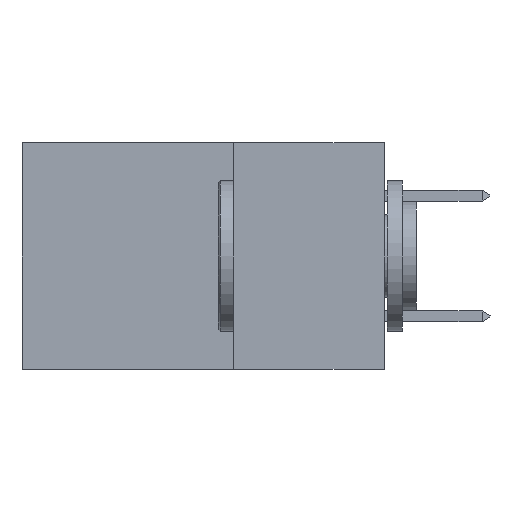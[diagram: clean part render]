
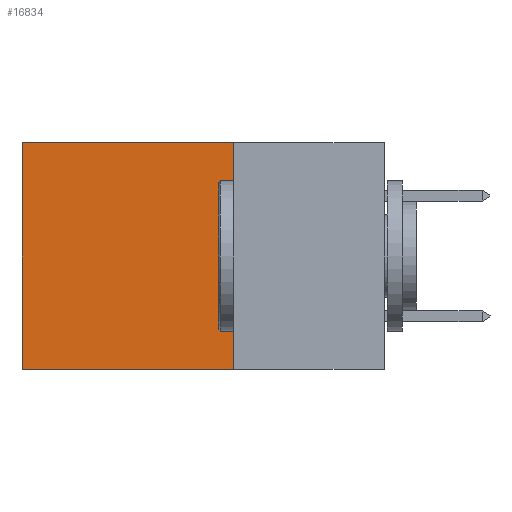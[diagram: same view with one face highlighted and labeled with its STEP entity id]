
A CAD part, left-side view. The second image highlights one B-rep face of the part: STEP entity #16834.
In plain terms, the highlighted planar face has unit normal (-1, 0, 0).
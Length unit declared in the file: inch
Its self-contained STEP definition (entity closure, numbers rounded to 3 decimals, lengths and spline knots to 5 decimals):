
#171 = CARTESIAN_POINT ( 'NONE',  ( 0.2875, 0.25, -0.375 ) ) ;
#241 = DIRECTION ( 'NONE',  ( 1., 0., 0. ) ) ;
#416 = LINE ( 'NONE', #6310, #2549 ) ;
#1753 = PLANE ( 'NONE',  #15832 ) ;
#2549 = VECTOR ( 'NONE', #12299, 39.37008 ) ;
#2581 = DIRECTION ( 'NONE',  ( 0., 0., -1. ) ) ;
#2738 = CARTESIAN_POINT ( 'NONE',  ( 0.2875, 0.6, -0.375 ) ) ;
#4062 = VECTOR ( 'NONE', #18247, 39.37008 ) ;
#4396 = VECTOR ( 'NONE', #2581, 39.37008 ) ;
#4584 = ORIENTED_EDGE ( 'NONE', *, *, #13872, .F. ) ;
#4628 = VECTOR ( 'NONE', #13101, 39.37008 ) ;
#4797 = CARTESIAN_POINT ( 'NONE',  ( 0.2875, 0.25, -0.375 ) ) ;
#5138 = EDGE_CURVE ( 'NONE', #17258, #11793, #416, .T. ) ;
#5612 = LINE ( 'NONE', #16018, #4396 ) ;
#6050 = EDGE_CURVE ( 'NONE', #11793, #10091, #9156, .T. ) ;
#6221 = ORIENTED_EDGE ( 'NONE', *, *, #6050, .T. ) ;
#6310 = CARTESIAN_POINT ( 'NONE',  ( 0.2875, 0.25, 0. ) ) ;
#9102 = EDGE_LOOP ( 'NONE', ( #6221, #4584, #18756, #10003 ) ) ;
#9156 = LINE ( 'NONE', #17455, #4628 ) ;
#9544 = CARTESIAN_POINT ( 'NONE',  ( 0.2875, 0.25, 0. ) ) ;
#10003 = ORIENTED_EDGE ( 'NONE', *, *, #5138, .T. ) ;
#10091 = VERTEX_POINT ( 'NONE', #2738 ) ;
#10928 = LINE ( 'NONE', #4797, #4062 ) ;
#11793 = VERTEX_POINT ( 'NONE', #14639 ) ;
#11839 = CARTESIAN_POINT ( 'NONE',  ( 0.2875, 0.25, -0.375 ) ) ;
#12299 = DIRECTION ( 'NONE',  ( 0., 1., 0. ) ) ;
#13101 = DIRECTION ( 'NONE',  ( 0., 0., -1. ) ) ;
#13700 = DIRECTION ( 'NONE',  ( 0., 0., -1. ) ) ;
#13872 = EDGE_CURVE ( 'NONE', #14673, #10091, #10928, .T. ) ;
#14567 = FACE_OUTER_BOUND ( 'NONE', #9102, .T. ) ;
#14639 = CARTESIAN_POINT ( 'NONE',  ( 0.2875, 0.6, 0. ) ) ;
#14673 = VERTEX_POINT ( 'NONE', #11839 ) ;
#15832 = AXIS2_PLACEMENT_3D ( 'NONE', #171, #241, #13700 ) ;
#16018 = CARTESIAN_POINT ( 'NONE',  ( 0.2875, 0.25, -0.375 ) ) ;
#16519 = EDGE_CURVE ( 'NONE', #17258, #14673, #5612, .T. ) ;
#16834 = ADVANCED_FACE ( 'NONE', ( #14567 ), #1753, .F. ) ;
#17258 = VERTEX_POINT ( 'NONE', #9544 ) ;
#17455 = CARTESIAN_POINT ( 'NONE',  ( 0.2875, 0.6, -0.375 ) ) ;
#18247 = DIRECTION ( 'NONE',  ( 0., 1., 0. ) ) ;
#18756 = ORIENTED_EDGE ( 'NONE', *, *, #16519, .F. ) ;
